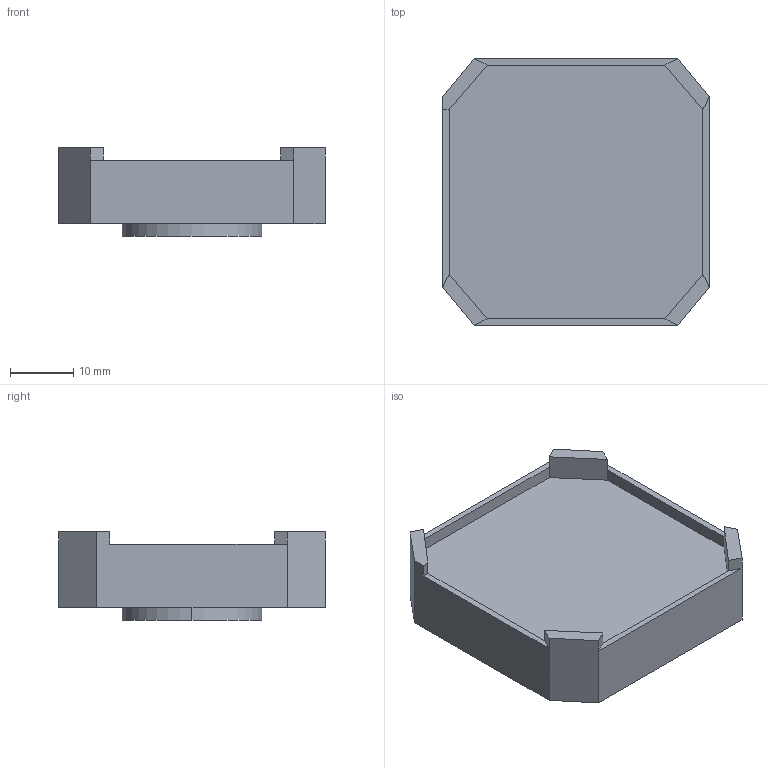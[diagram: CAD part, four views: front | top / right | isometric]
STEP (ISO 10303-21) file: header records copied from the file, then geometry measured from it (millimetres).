
FILE_DESCRIPTION (( 'STEP AP214' ), '1' );
FILE_NAME ('Tapa motor.step', '2019-11-11T12:30:35', ( '' ), ( '' ), 'SwSTEP 2.0', 'SolidWorks 2019', '' );
FILE_SCHEMA (( 'AUTOMOTIVE_DESIGN' ));
Length unit declared in the file: millimetre
Products named in the file (1): Tapa motor
Bounding box: 42 x 42 x 14 mm (x, y, z)
Volume: 14234.8 mm3; surface area: 6039.4 mm2
Topology: 1 solids, 1 shells, 58 faces, 129 edges, 81 vertices
Faces by surface type: plane 42, cylinder 16
Entity records: 1619 total; most frequent: DIRECTION 279, CARTESIAN_POINT 269, ORIENTED_EDGE 258, EDGE_CURVE 129, VECTOR 97, LINE 97, AXIS2_PLACEMENT_3D 91, VERTEX_POINT 81
